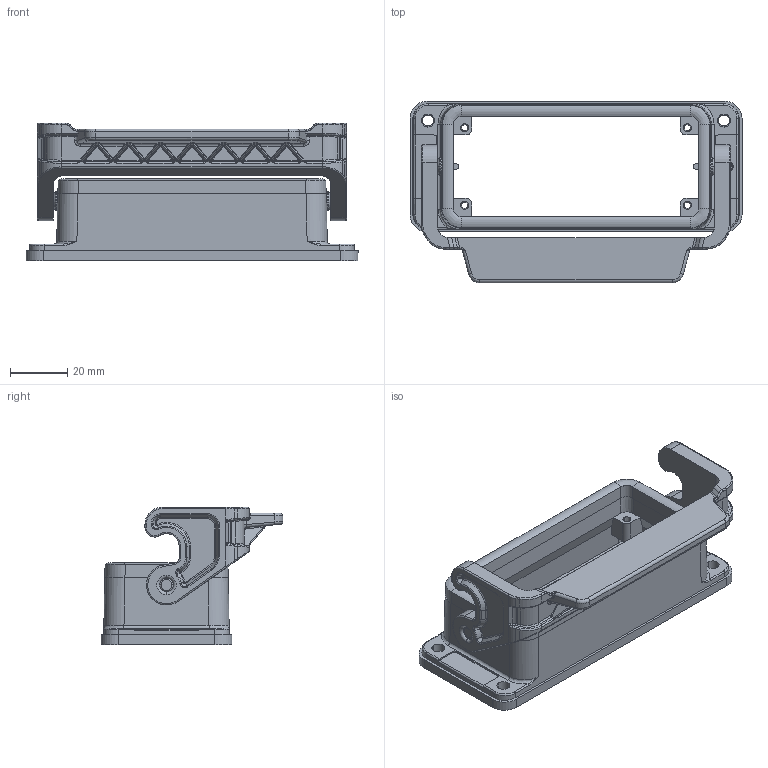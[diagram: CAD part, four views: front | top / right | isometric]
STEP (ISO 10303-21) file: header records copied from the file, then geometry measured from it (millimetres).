
FILE_DESCRIPTION(('Creo Elements/Direct Modeling STEP Export'),'2;1');
FILE_NAME('0ln7uvk5tno91i7968','2023-11-15T16:36:12',(''),(''),'Creo Elements/Direct Modeling STEP processor for AP214 (Solid Model)','Creo Elements/Direct Modeling 20.1B 02-Apr-2019 (C) Parametric Technology GmbH','');
FILE_SCHEMA(('AUTOMOTIVE_DESIGN { 1 0 10303 214 1 1 1 1 }'));
Products named in the file (2): JPI 16 L
Assembly tree (1 placements, depth 2):
  JPI 16 L
    JPI 16 L
Bounding box: 115.5 x 63.25 x 47.8 mm (x, y, z)
Volume: 48907.7 mm3; surface area: 32219.3 mm2
Topology: 1 solids, 1 shells, 842 faces, 2107 edges, 1278 vertices
Faces by surface type: cylinder 323, plane 237, bspline 182, torus 62, cone 34, extrusion 4
Entity records: 81420 total; most frequent: CARTESIAN_POINT 56973, ORIENTED_EDGE 4202, DIRECTION 3016, EDGE_CURVE 2101, VERTEX_POINT 1278, AXIS2_PLACEMENT_3D 1039, VECTOR 938, LINE 934
